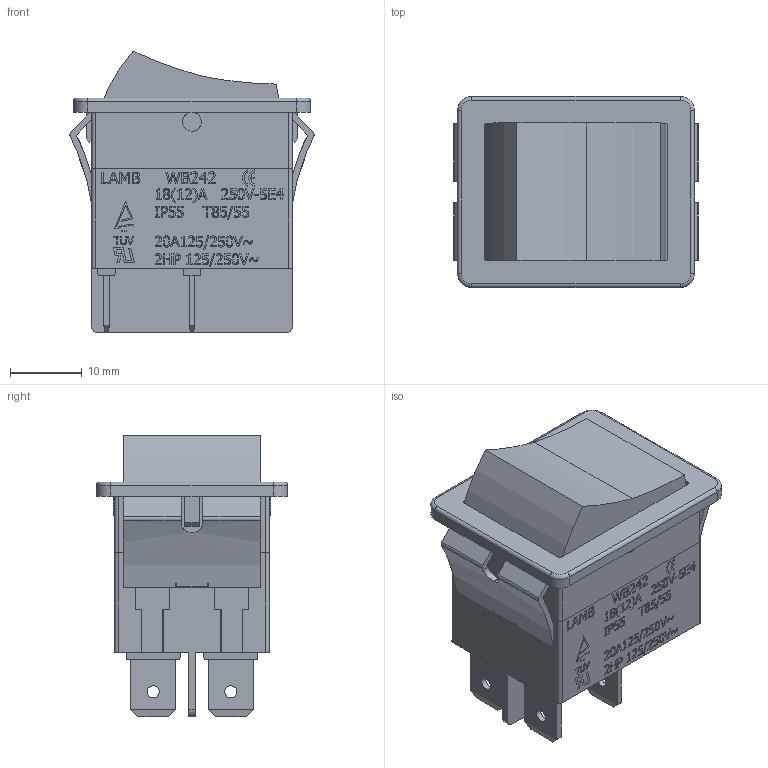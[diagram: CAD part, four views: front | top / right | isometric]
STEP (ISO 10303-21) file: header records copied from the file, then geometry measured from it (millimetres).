
FILE_DESCRIPTION((''),'2;1');
FILE_NAME('WB242Dxxxx.stp','2014-10-20T11:27:24',('rcelander'),(''),'Autodesk Inventor 2012','Autodesk Inventor 2012','');
FILE_SCHEMA(('AUTOMOTIVE_DESIGN { 1 0 10303 214 1 1 1 1 }'));
Length unit declared in the file: millimetre
Products named in the file (6): WB24ED1100; WB2 BODY BOTTOM; WB2 BODY TOP; WB2 MOUNTING TAB; ACTUATOR BLACK; WB2 6.3 Tab
Assembly tree (9 placements, depth 2):
  WB24ED1100
    WB2 BODY BOTTOM
    WB2 BODY TOP
    WB2 MOUNTING TAB  x2
    ACTUATOR BLACK
    WB2 6.3 Tab  x4
Bounding box: 34 x 26.6 x 39.25 mm (x, y, z)
Volume: 7543.2 mm3; surface area: 12470.2 mm2
Topology: 9 solids, 9 shells, 437 faces, 1826 edges, 1506 vertices
Faces by surface type: plane 365, cylinder 68, torus 4
Full cylindrical faces by diameter (mm): 0.6 x2, 1.7 x4, 2.6 x4
Entity records: 18335 total; most frequent: CARTESIAN_POINT 4780, ORIENTED_EDGE 3296, DIRECTION 2100, EDGE_CURVE 1648, VERTEX_POINT 1398, VECTOR 1072, LINE 1072, AXIS2_PLACEMENT_3D 514
